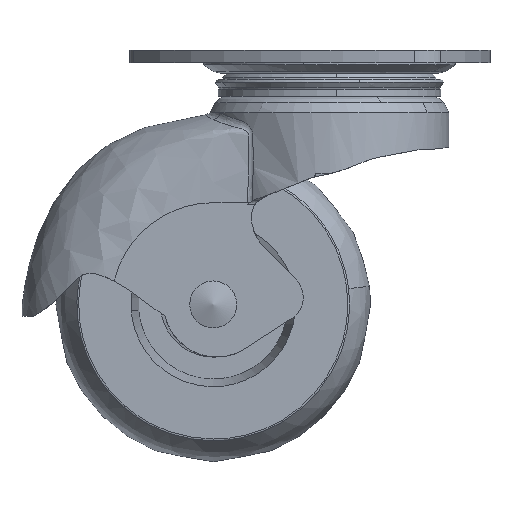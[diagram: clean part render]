
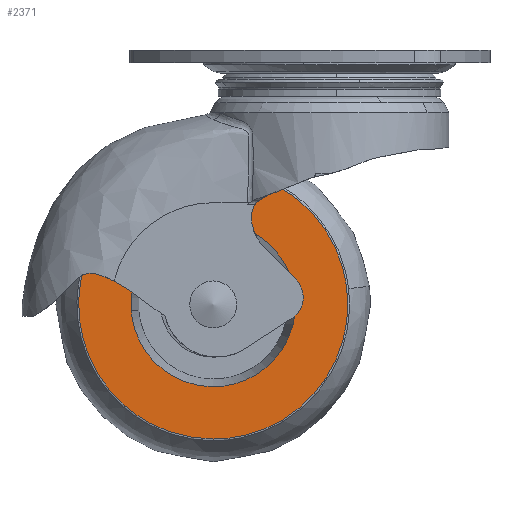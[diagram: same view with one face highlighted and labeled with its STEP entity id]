
A CAD part, front view. The second image highlights one B-rep face of the part: STEP entity #2371.
In plain terms, the highlighted free-form (B-spline) face has degree [1, 1] with [2, 2] control points.
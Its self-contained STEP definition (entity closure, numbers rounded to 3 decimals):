
#680=CARTESIAN_POINT('',(0.0,-11.5,-35.5));
#681=VERTEX_POINT('',#680);
#682=CARTESIAN_POINT('',(16.948,-11.5,-51.166));
#683=VERTEX_POINT('',#682);
#684=CARTESIAN_POINT('',(0.0,-11.5,-35.5));
#685=CARTESIAN_POINT('',(15.715,-11.5,-35.5));
#686=CARTESIAN_POINT('',(16.948,-11.5,-51.166));
#694=(BOUNDED_CURVE()B_SPLINE_CURVE(2,(#684,#685,#686),.UNSPECIFIED.,.F.,.U.)B_SPLINE_CURVE_WITH_KNOTS((3,3),(0.0,0.236),.UNSPECIFIED.)CURVE()GEOMETRIC_REPRESENTATION_ITEM()RATIONAL_B_SPLINE_CURVE((1.0,0.723,0.97))REPRESENTATION_ITEM(''));
#695=EDGE_CURVE('',#681,#683,#694,.T.);
#697=CARTESIAN_POINT('',(-16.948,-11.5,-53.834));
#698=VERTEX_POINT('',#697);
#699=CARTESIAN_POINT('',(-16.948,-11.5,-53.834));
#700=CARTESIAN_POINT('',(-17.,-11.5,-53.168));
#701=CARTESIAN_POINT('',(-17.0,-11.5,-52.5));
#702=CARTESIAN_POINT('',(-17.,-11.5,-35.5));
#703=CARTESIAN_POINT('',(0.0,-11.5,-35.5));
#711=(BOUNDED_CURVE()B_SPLINE_CURVE(2,(#699,#700,#701,#702,#703),.UNSPECIFIED.,.F.,.U.)B_SPLINE_CURVE_WITH_KNOTS((3,2,3),(0.736,0.75,1.0),.UNSPECIFIED.)CURVE()GEOMETRIC_REPRESENTATION_ITEM()RATIONAL_B_SPLINE_CURVE((0.97,0.984,1.0,0.707,1.0))REPRESENTATION_ITEM(''));
#712=EDGE_CURVE('',#698,#681,#711,.T.);
#779=CARTESIAN_POINT('',(0.0,-11.5,-69.5));
#780=VERTEX_POINT('',#779);
#781=CARTESIAN_POINT('',(16.948,-11.5,-51.166));
#782=CARTESIAN_POINT('',(17.,-11.5,-51.832));
#783=CARTESIAN_POINT('',(17.0,-11.5,-52.5));
#784=CARTESIAN_POINT('',(17.,-11.5,-69.5));
#785=CARTESIAN_POINT('',(0.0,-11.5,-69.5));
#793=(BOUNDED_CURVE()B_SPLINE_CURVE(2,(#781,#782,#783,#784,#785),.UNSPECIFIED.,.F.,.U.)B_SPLINE_CURVE_WITH_KNOTS((3,2,3),(0.236,0.25,0.5),.UNSPECIFIED.)CURVE()GEOMETRIC_REPRESENTATION_ITEM()RATIONAL_B_SPLINE_CURVE((0.97,0.984,1.0,0.707,1.0))REPRESENTATION_ITEM(''));
#794=EDGE_CURVE('',#683,#780,#793,.T.);
#828=CARTESIAN_POINT('',(0.0,-11.5,-69.5));
#829=CARTESIAN_POINT('',(-15.715,-11.5,-69.5));
#830=CARTESIAN_POINT('',(-16.948,-11.5,-53.834));
#838=(BOUNDED_CURVE()B_SPLINE_CURVE(2,(#828,#829,#830),.UNSPECIFIED.,.F.,.U.)B_SPLINE_CURVE_WITH_KNOTS((3,3),(0.5,0.736),.UNSPECIFIED.)CURVE()GEOMETRIC_REPRESENTATION_ITEM()RATIONAL_B_SPLINE_CURVE((1.0,0.723,0.97))REPRESENTATION_ITEM(''));
#839=EDGE_CURVE('',#780,#698,#838,.T.);
#1811=CARTESIAN_POINT('',(-18.197,-11.5,-73.515));
#1812=VERTEX_POINT('',#1811);
#1826=CARTESIAN_POINT('',(0.0,-11.5,-24.702));
#1827=VERTEX_POINT('',#1826);
#1828=CARTESIAN_POINT('',(-18.197,-11.5,-73.515));
#1829=CARTESIAN_POINT('',(-27.798,-11.5,-65.201));
#1830=CARTESIAN_POINT('',(-27.798,-11.5,-52.5));
#1831=CARTESIAN_POINT('',(-27.798,-11.5,-24.702));
#1832=CARTESIAN_POINT('',(0.0,-11.5,-24.702));
#1840=(BOUNDED_CURVE()B_SPLINE_CURVE(2,(#1828,#1829,#1830,#1831,#1832),.UNSPECIFIED.,.F.,.U.)B_SPLINE_CURVE_WITH_KNOTS((3,2,3),(0.614,0.75,1.0),.UNSPECIFIED.)CURVE()GEOMETRIC_REPRESENTATION_ITEM()RATIONAL_B_SPLINE_CURVE((0.855,0.841,1.0,0.707,1.0))REPRESENTATION_ITEM(''));
#1841=EDGE_CURVE('',#1812,#1827,#1840,.T.);
#1843=CARTESIAN_POINT('',(20.502,-11.5,-33.727));
#1844=VERTEX_POINT('',#1843);
#1845=CARTESIAN_POINT('',(0.0,-11.5,-24.702));
#1846=CARTESIAN_POINT('',(12.237,-11.5,-24.702));
#1847=CARTESIAN_POINT('',(20.502,-11.5,-33.727));
#1855=(BOUNDED_CURVE()B_SPLINE_CURVE(2,(#1845,#1846,#1847),.UNSPECIFIED.,.F.,.U.)B_SPLINE_CURVE_WITH_KNOTS((3,3),(0.0,0.132),.UNSPECIFIED.)CURVE()GEOMETRIC_REPRESENTATION_ITEM()RATIONAL_B_SPLINE_CURVE((1.0,0.846,0.854))REPRESENTATION_ITEM(''));
#1856=EDGE_CURVE('',#1827,#1844,#1855,.T.);
#1958=CARTESIAN_POINT('',(0.0,-11.5,-80.298));
#1959=VERTEX_POINT('',#1958);
#1960=CARTESIAN_POINT('',(20.502,-11.5,-33.727));
#1961=CARTESIAN_POINT('',(27.798,-11.5,-41.695));
#1962=CARTESIAN_POINT('',(27.798,-11.5,-52.5));
#1963=CARTESIAN_POINT('',(27.798,-11.5,-80.298));
#1964=CARTESIAN_POINT('',(0.0,-11.5,-80.298));
#1972=(BOUNDED_CURVE()B_SPLINE_CURVE(2,(#1960,#1961,#1962,#1963,#1964),.UNSPECIFIED.,.F.,.U.)B_SPLINE_CURVE_WITH_KNOTS((3,2,3),(0.132,0.25,0.5),.UNSPECIFIED.)CURVE()GEOMETRIC_REPRESENTATION_ITEM()RATIONAL_B_SPLINE_CURVE((0.854,0.861,1.0,0.707,1.0))REPRESENTATION_ITEM(''));
#1973=EDGE_CURVE('',#1844,#1959,#1972,.T.);
#1975=CARTESIAN_POINT('',(0.0,-11.5,-80.298));
#1976=CARTESIAN_POINT('',(-10.363,-11.5,-80.298));
#1977=CARTESIAN_POINT('',(-18.197,-11.5,-73.515));
#1985=(BOUNDED_CURVE()B_SPLINE_CURVE(2,(#1975,#1976,#1977),.UNSPECIFIED.,.F.,.U.)B_SPLINE_CURVE_WITH_KNOTS((3,3),(0.5,0.614),.UNSPECIFIED.)CURVE()GEOMETRIC_REPRESENTATION_ITEM()RATIONAL_B_SPLINE_CURVE((1.0,0.866,0.855))REPRESENTATION_ITEM(''));
#1986=EDGE_CURVE('',#1959,#1812,#1985,.T.);
#2354=CARTESIAN_POINT('',(-30.559,-11.5,-21.925));
#2355=CARTESIAN_POINT('',(-30.559,-11.5,-83.075));
#2356=CARTESIAN_POINT('',(30.562,-11.5,-21.925));
#2357=CARTESIAN_POINT('',(30.562,-11.5,-83.075));
#2358=B_SPLINE_SURFACE_WITH_KNOTS('',1,1,((#2354,#2356),(#2355,#2357)),.UNSPECIFIED.,.F.,.F.,.U.,(2,2),(2,2),(0.0,61.151),(0.0,61.121),.UNSPECIFIED.);
#2359=ORIENTED_EDGE('',*,*,#1841,.F.);
#2360=ORIENTED_EDGE('',*,*,#1986,.F.);
#2361=ORIENTED_EDGE('',*,*,#1973,.F.);
#2362=ORIENTED_EDGE('',*,*,#1856,.F.);
#2363=EDGE_LOOP('',(#2359,#2360,#2361,#2362));
#2364=FACE_OUTER_BOUND('',#2363,.T.);
#2365=ORIENTED_EDGE('',*,*,#839,.T.);
#2366=ORIENTED_EDGE('',*,*,#712,.T.);
#2367=ORIENTED_EDGE('',*,*,#695,.T.);
#2368=ORIENTED_EDGE('',*,*,#794,.T.);
#2369=EDGE_LOOP('',(#2365,#2366,#2367,#2368));
#2370=FACE_BOUND('',#2369,.T.);
#2371=ADVANCED_FACE('',(#2364,#2370),#2358,.T.);
